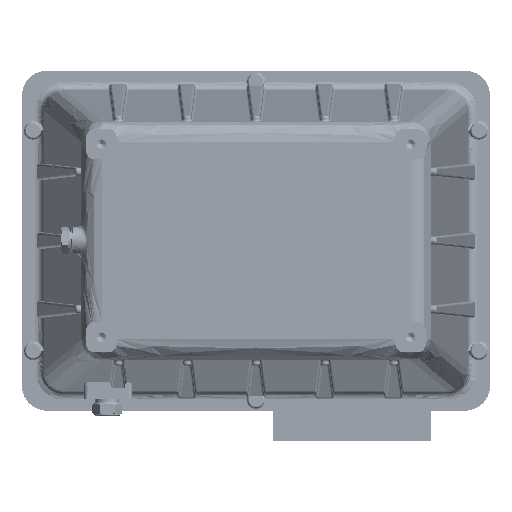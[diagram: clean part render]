
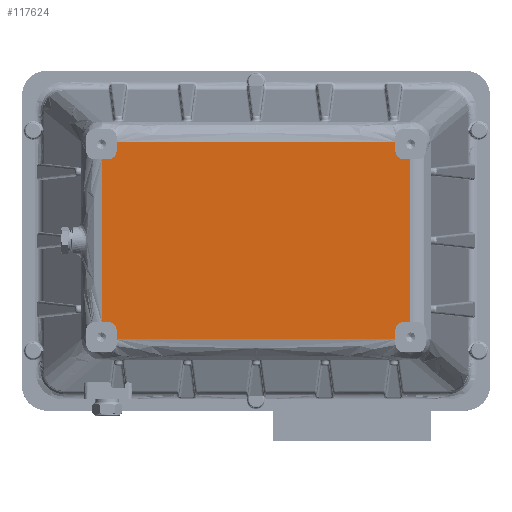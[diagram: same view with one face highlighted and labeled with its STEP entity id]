
A CAD part, front view. The second image highlights one B-rep face of the part: STEP entity #117624.
In plain terms, the highlighted free-form (B-spline) face has degree [1, 1] with [2, 2] control points.
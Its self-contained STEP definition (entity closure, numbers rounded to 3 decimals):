
#113008 = VERTEX_POINT('',#113009);
#113009 = CARTESIAN_POINT('',(-250.248,-323.199,
    83.441));
#113014 = EDGE_CURVE('',#113015,#113008,#113017,.T.);
#113015 = VERTEX_POINT('',#113016);
#113016 = CARTESIAN_POINT('',(-241.77,-323.199,
    91.919));
#113017 = ( BOUNDED_CURVE() B_SPLINE_CURVE(2,(#113018,#113019,#113020),
.UNSPECIFIED.,.F.,.F.) B_SPLINE_CURVE_WITH_KNOTS((3,3),(1.571,
3.142),.PIECEWISE_BEZIER_KNOTS.) CURVE() 
GEOMETRIC_REPRESENTATION_ITEM() RATIONAL_B_SPLINE_CURVE((1.,
0.707,1.)) REPRESENTATION_ITEM('') );
#113018 = CARTESIAN_POINT('',(-241.77,-323.199,
    91.919));
#113019 = CARTESIAN_POINT('',(-241.77,-323.199,
    83.441));
#113020 = CARTESIAN_POINT('',(-250.248,-323.199,
    83.441));
#113137 = VERTEX_POINT('',#113138);
#113138 = CARTESIAN_POINT('',(44.369,-323.199,
    91.919));
#113143 = EDGE_CURVE('',#113144,#113137,#113146,.T.);
#113144 = VERTEX_POINT('',#113145);
#113145 = CARTESIAN_POINT('',(52.847,-323.199,
    83.441));
#113146 = ( BOUNDED_CURVE() B_SPLINE_CURVE(2,(#113147,#113148,#113149),
.UNSPECIFIED.,.F.,.F.) B_SPLINE_CURVE_WITH_KNOTS((3,3),(3.142,
4.712),.PIECEWISE_BEZIER_KNOTS.) CURVE() 
GEOMETRIC_REPRESENTATION_ITEM() RATIONAL_B_SPLINE_CURVE((1.,
0.707,1.)) REPRESENTATION_ITEM('') );
#113147 = CARTESIAN_POINT('',(52.847,-323.199,
    83.441));
#113148 = CARTESIAN_POINT('',(44.369,-323.199,
    83.441));
#113149 = CARTESIAN_POINT('',(44.369,-323.199,
    91.919));
#113622 = VERTEX_POINT('',#113623);
#113623 = CARTESIAN_POINT('',(-241.77,-323.199,
    -91.919));
#113628 = EDGE_CURVE('',#113629,#113622,#113631,.T.);
#113629 = VERTEX_POINT('',#113630);
#113630 = CARTESIAN_POINT('',(-250.248,-323.199,
    -83.441));
#113631 = ( BOUNDED_CURVE() B_SPLINE_CURVE(2,(#113632,#113633,#113634),
.UNSPECIFIED.,.F.,.F.) B_SPLINE_CURVE_WITH_KNOTS((3,3),(0.,
1.571),.PIECEWISE_BEZIER_KNOTS.) CURVE() 
GEOMETRIC_REPRESENTATION_ITEM() RATIONAL_B_SPLINE_CURVE((1.,
0.707,1.)) REPRESENTATION_ITEM('') );
#113632 = CARTESIAN_POINT('',(-250.248,-323.199,
    -83.441));
#113633 = CARTESIAN_POINT('',(-241.77,-323.199,
    -83.441));
#113634 = CARTESIAN_POINT('',(-241.77,-323.199,
    -91.919));
#113933 = VERTEX_POINT('',#113934);
#113934 = CARTESIAN_POINT('',(52.847,-323.199,
    -83.441));
#113939 = EDGE_CURVE('',#113940,#113933,#113942,.T.);
#113940 = VERTEX_POINT('',#113941);
#113941 = CARTESIAN_POINT('',(44.369,-323.199,
    -91.919));
#113942 = ( BOUNDED_CURVE() B_SPLINE_CURVE(2,(#113943,#113944,#113945),
.UNSPECIFIED.,.F.,.F.) B_SPLINE_CURVE_WITH_KNOTS((3,3),(4.712,
6.283),.PIECEWISE_BEZIER_KNOTS.) CURVE() 
GEOMETRIC_REPRESENTATION_ITEM() RATIONAL_B_SPLINE_CURVE((1.,
0.707,1.)) REPRESENTATION_ITEM('') );
#113943 = CARTESIAN_POINT('',(44.369,-323.199,
    -91.919));
#113944 = CARTESIAN_POINT('',(44.369,-323.199,
    -83.441));
#113945 = CARTESIAN_POINT('',(52.847,-323.199,
    -83.441));
#115142 = EDGE_CURVE('',#115143,#113622,#115145,.T.);
#115143 = VERTEX_POINT('',#115144);
#115144 = CARTESIAN_POINT('',(-241.77,-323.199,
    -101.176));
#115145 = B_SPLINE_CURVE_WITH_KNOTS('',1,(#115146,#115147),
  .UNSPECIFIED.,.F.,.F.,(2,2),(-12.551,-6.),
  .PIECEWISE_BEZIER_KNOTS.);
#115146 = CARTESIAN_POINT('',(-241.77,-323.199,
    -101.176));
#115147 = CARTESIAN_POINT('',(-241.77,-323.199,
    -91.919));
#115216 = EDGE_CURVE('',#113629,#115217,#115219,.T.);
#115217 = VERTEX_POINT('',#115218);
#115218 = CARTESIAN_POINT('',(-256.834,-323.199,
    -83.441));
#115219 = B_SPLINE_CURVE_WITH_KNOTS('',1,(#115220,#115221),
  .UNSPECIFIED.,.F.,.F.,(2,2),(6.,10.661),
  .PIECEWISE_BEZIER_KNOTS.);
#115220 = CARTESIAN_POINT('',(-250.248,-323.199,
    -83.441));
#115221 = CARTESIAN_POINT('',(-256.834,-323.199,
    -83.441));
#115281 = EDGE_CURVE('',#115282,#113933,#115284,.T.);
#115282 = VERTEX_POINT('',#115283);
#115283 = CARTESIAN_POINT('',(59.434,-323.199,
    -83.441));
#115284 = B_SPLINE_CURVE_WITH_KNOTS('',1,(#115285,#115286),
  .UNSPECIFIED.,.F.,.F.,(2,2),(-10.661,-6.),
  .PIECEWISE_BEZIER_KNOTS.);
#115285 = CARTESIAN_POINT('',(59.434,-323.199,
    -83.441));
#115286 = CARTESIAN_POINT('',(52.847,-323.199,
    -83.441));
#115355 = EDGE_CURVE('',#113940,#115356,#115358,.T.);
#115356 = VERTEX_POINT('',#115357);
#115357 = CARTESIAN_POINT('',(44.369,-323.199,
    -101.176));
#115358 = B_SPLINE_CURVE_WITH_KNOTS('',1,(#115359,#115360),
  .UNSPECIFIED.,.F.,.F.,(2,2),(6.,12.551),
  .PIECEWISE_BEZIER_KNOTS.);
#115359 = CARTESIAN_POINT('',(44.369,-323.199,
    -91.919));
#115360 = CARTESIAN_POINT('',(44.369,-323.199,
    -101.176));
#115423 = VERTEX_POINT('',#115424);
#115424 = CARTESIAN_POINT('',(44.369,-323.199,
    101.176));
#115430 = EDGE_CURVE('',#115423,#113137,#115431,.T.);
#115431 = B_SPLINE_CURVE_WITH_KNOTS('',1,(#115432,#115433),
  .UNSPECIFIED.,.F.,.F.,(2,2),(-12.551,-6.),
  .PIECEWISE_BEZIER_KNOTS.);
#115432 = CARTESIAN_POINT('',(44.369,-323.199,
    101.176));
#115433 = CARTESIAN_POINT('',(44.369,-323.199,
    91.919));
#115494 = EDGE_CURVE('',#113144,#115495,#115497,.T.);
#115495 = VERTEX_POINT('',#115496);
#115496 = CARTESIAN_POINT('',(59.434,-323.199,
    83.441));
#115497 = B_SPLINE_CURVE_WITH_KNOTS('',1,(#115498,#115499),
  .UNSPECIFIED.,.F.,.F.,(2,2),(6.,10.661),
  .PIECEWISE_BEZIER_KNOTS.);
#115498 = CARTESIAN_POINT('',(52.847,-323.199,
    83.441));
#115499 = CARTESIAN_POINT('',(59.434,-323.199,
    83.441));
#115559 = EDGE_CURVE('',#115560,#113008,#115562,.T.);
#115560 = VERTEX_POINT('',#115561);
#115561 = CARTESIAN_POINT('',(-256.834,-323.199,
    83.441));
#115562 = B_SPLINE_CURVE_WITH_KNOTS('',1,(#115563,#115564),
  .UNSPECIFIED.,.F.,.F.,(2,2),(-10.661,-6.),
  .PIECEWISE_BEZIER_KNOTS.);
#115563 = CARTESIAN_POINT('',(-256.834,-323.199,
    83.441));
#115564 = CARTESIAN_POINT('',(-250.248,-323.199,
    83.441));
#115633 = EDGE_CURVE('',#113015,#115634,#115636,.T.);
#115634 = VERTEX_POINT('',#115635);
#115635 = CARTESIAN_POINT('',(-241.77,-323.199,
    101.176));
#115636 = B_SPLINE_CURVE_WITH_KNOTS('',1,(#115637,#115638),
  .UNSPECIFIED.,.F.,.F.,(2,2),(6.,12.551),
  .PIECEWISE_BEZIER_KNOTS.);
#115637 = CARTESIAN_POINT('',(-241.77,-323.199,
    91.919));
#115638 = CARTESIAN_POINT('',(-241.77,-323.199,
    101.176));
#117127 = EDGE_CURVE('',#115423,#115634,#117128,.T.);
#117128 = B_SPLINE_CURVE_WITH_KNOTS('',1,(#117129,#117130),
  .UNSPECIFIED.,.F.,.F.,(2,2),(-211.314,-8.814),
  .PIECEWISE_BEZIER_KNOTS.);
#117129 = CARTESIAN_POINT('',(44.369,-323.199,
    101.176));
#117130 = CARTESIAN_POINT('',(-241.77,-323.199,
    101.176));
#117199 = EDGE_CURVE('',#115143,#115356,#117200,.T.);
#117200 = B_SPLINE_CURVE_WITH_KNOTS('',1,(#117201,#117202),
  .UNSPECIFIED.,.F.,.F.,(2,2),(-211.314,-8.814),
  .PIECEWISE_BEZIER_KNOTS.);
#117201 = CARTESIAN_POINT('',(-241.77,-323.199,
    -101.176));
#117202 = CARTESIAN_POINT('',(44.369,-323.199,
    -101.176));
#117250 = EDGE_CURVE('',#115282,#115495,#117251,.T.);
#117251 = B_SPLINE_CURVE_WITH_KNOTS('',1,(#117252,#117253),
  .UNSPECIFIED.,.F.,.F.,(2,2),(-129.153,-11.051),
  .PIECEWISE_BEZIER_KNOTS.);
#117252 = CARTESIAN_POINT('',(59.434,-323.199,
    -83.441));
#117253 = CARTESIAN_POINT('',(59.434,-323.199,
    83.441));
#117624 = ADVANCED_FACE('',(#117625),#117647,.F.);
#117625 = FACE_BOUND('',#117626,.T.);
#117626 = EDGE_LOOP('',(#117627,#117628,#117629,#117630,#117631,#117632,
    #117633,#117634,#117635,#117636,#117637,#117638,#117639,#117640,
    #117641,#117642));
#117627 = ORIENTED_EDGE('',*,*,#115216,.F.);
#117628 = ORIENTED_EDGE('',*,*,#113628,.T.);
#117629 = ORIENTED_EDGE('',*,*,#115142,.F.);
#117630 = ORIENTED_EDGE('',*,*,#117199,.T.);
#117631 = ORIENTED_EDGE('',*,*,#115355,.F.);
#117632 = ORIENTED_EDGE('',*,*,#113939,.T.);
#117633 = ORIENTED_EDGE('',*,*,#115281,.F.);
#117634 = ORIENTED_EDGE('',*,*,#117250,.T.);
#117635 = ORIENTED_EDGE('',*,*,#115494,.F.);
#117636 = ORIENTED_EDGE('',*,*,#113143,.T.);
#117637 = ORIENTED_EDGE('',*,*,#115430,.F.);
#117638 = ORIENTED_EDGE('',*,*,#117127,.T.);
#117639 = ORIENTED_EDGE('',*,*,#115633,.F.);
#117640 = ORIENTED_EDGE('',*,*,#113014,.T.);
#117641 = ORIENTED_EDGE('',*,*,#115559,.F.);
#117642 = ORIENTED_EDGE('',*,*,#117643,.T.);
#117643 = EDGE_CURVE('',#115560,#115217,#117644,.T.);
#117644 = B_SPLINE_CURVE_WITH_KNOTS('',1,(#117645,#117646),
  .UNSPECIFIED.,.F.,.F.,(2,2),(-129.153,-11.051),
  .PIECEWISE_BEZIER_KNOTS.);
#117645 = CARTESIAN_POINT('',(-256.834,-323.199,
    83.441));
#117646 = CARTESIAN_POINT('',(-256.834,-323.199,
    -83.441));
#117647 = B_SPLINE_SURFACE_WITH_KNOTS('',1,1,(
    (#117648,#117649)
    ,(#117650,#117651
    )),.UNSPECIFIED.,.F.,.F.,.F.,(2,2),(2,2),(-111.911,
    111.911),(-71.602,71.602),
  .PIECEWISE_BEZIER_KNOTS.);
#117648 = CARTESIAN_POINT('',(-256.834,-323.199,
    101.176));
#117649 = CARTESIAN_POINT('',(-256.834,-323.199,
    -101.176));
#117650 = CARTESIAN_POINT('',(59.434,-323.199,
    101.176));
#117651 = CARTESIAN_POINT('',(59.434,-323.199,
    -101.176));
